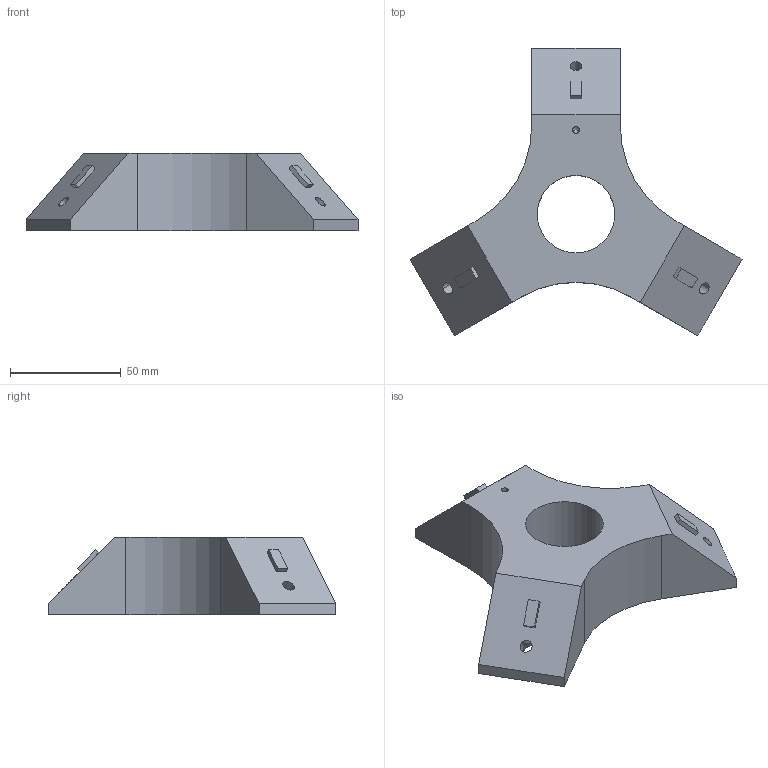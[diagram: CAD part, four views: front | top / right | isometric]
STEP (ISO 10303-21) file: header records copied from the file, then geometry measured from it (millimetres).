
FILE_DESCRIPTION (( 'STEP AP203' ), '1' );
FILE_NAME ('ETY-DR-0011_Default_sldprt.STEP', '2021-04-17T06:21:41', ( '' ), ( '' ), 'SwSTEP 2.0', 'SolidWorks 2013', '' );
FILE_SCHEMA (( 'CONFIG_CONTROL_DESIGN' ));
Length unit declared in the file: millimetre
Products named in the file (1): ETY-DR-0011_Default_sldprt
Bounding box: 149.9 x 129.82 x 35 mm (x, y, z)
Volume: 213944.5 mm3; surface area: 32917.9 mm2
Topology: 1 solids, 1 shells, 53 faces, 133 edges, 87 vertices
Faces by surface type: plane 32, cylinder 19, cone 2
Entity records: 1662 total; most frequent: CARTESIAN_POINT 290, DIRECTION 265, ORIENTED_EDGE 262, EDGE_CURVE 131, VECTOR 93, LINE 93, VERTEX_POINT 87, AXIS2_PLACEMENT_3D 86
